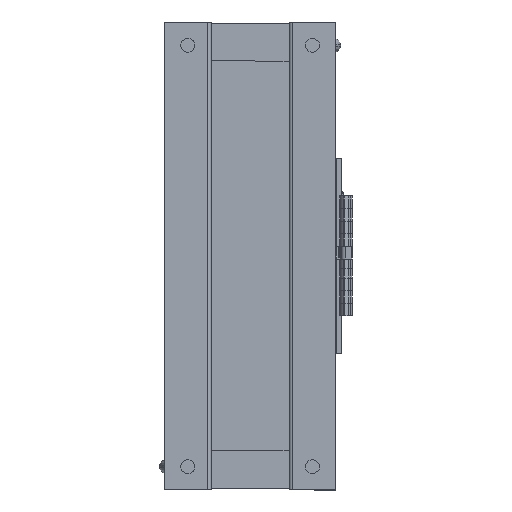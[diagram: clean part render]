
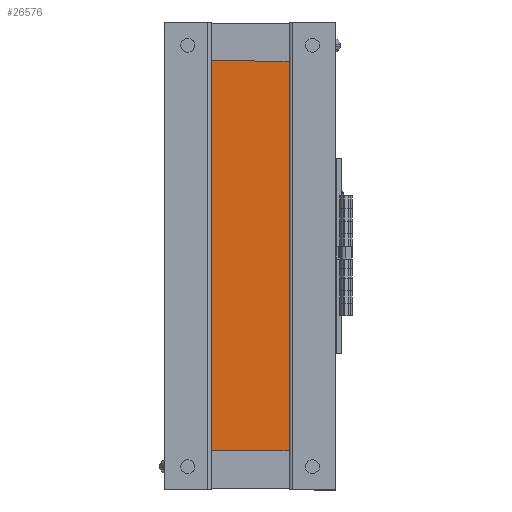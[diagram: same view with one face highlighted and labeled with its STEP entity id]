
A CAD part, front view. The second image highlights one B-rep face of the part: STEP entity #26576.
In plain terms, the highlighted planar face has unit normal (0, -1, 0).
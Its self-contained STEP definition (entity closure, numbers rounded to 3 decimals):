
#2915=FACE_OUTER_BOUND('',#4308,.T.);
#4308=EDGE_LOOP('',(#18013,#18014,#18015,#18016));
#5802=LINE('',#38250,#8739);
#5803=LINE('',#38253,#8740);
#5804=LINE('',#38255,#8741);
#5805=LINE('',#38256,#8742);
#8739=VECTOR('',#30722,10.);
#8740=VECTOR('',#30725,10.);
#8741=VECTOR('',#30726,10.);
#8742=VECTOR('',#30727,10.);
#11671=VERTEX_POINT('',#38243);
#11674=VERTEX_POINT('',#38248);
#11675=VERTEX_POINT('',#38252);
#11676=VERTEX_POINT('',#38254);
#14179=EDGE_CURVE('',#11671,#11674,#5802,.T.);
#14180=EDGE_CURVE('',#11675,#11671,#5803,.T.);
#14181=EDGE_CURVE('',#11676,#11674,#5804,.T.);
#14182=EDGE_CURVE('',#11675,#11676,#5805,.T.);
#18013=ORIENTED_EDGE('',*,*,#14180,.T.);
#18014=ORIENTED_EDGE('',*,*,#14179,.T.);
#18015=ORIENTED_EDGE('',*,*,#14181,.F.);
#18016=ORIENTED_EDGE('',*,*,#14182,.F.);
#25600=PLANE('',#28366);
#26576=ADVANCED_FACE('',(#2915),#25600,.T.);
#28366=AXIS2_PLACEMENT_3D('',#38251,#30723,#30724);
#30722=DIRECTION('',(1.,0.,0.));
#30723=DIRECTION('center_axis',(0.,-1.,0.));
#30724=DIRECTION('ref_axis',(0.,0.,-1.));
#30725=DIRECTION('',(0.,0.,-1.));
#30726=DIRECTION('',(0.,0.,-1.));
#30727=DIRECTION('',(1.,0.,0.));
#38243=CARTESIAN_POINT('',(0.,0.,0.));
#38248=CARTESIAN_POINT('',(50.,0.,0.));
#38250=CARTESIAN_POINT('',(0.,0.,0.));
#38251=CARTESIAN_POINT('Origin',(0.,0.,250.));
#38252=CARTESIAN_POINT('',(0.,0.,250.));
#38253=CARTESIAN_POINT('',(0.,0.,250.));
#38254=CARTESIAN_POINT('',(50.,0.,250.));
#38255=CARTESIAN_POINT('',(50.,0.,250.));
#38256=CARTESIAN_POINT('',(0.,0.,250.));
